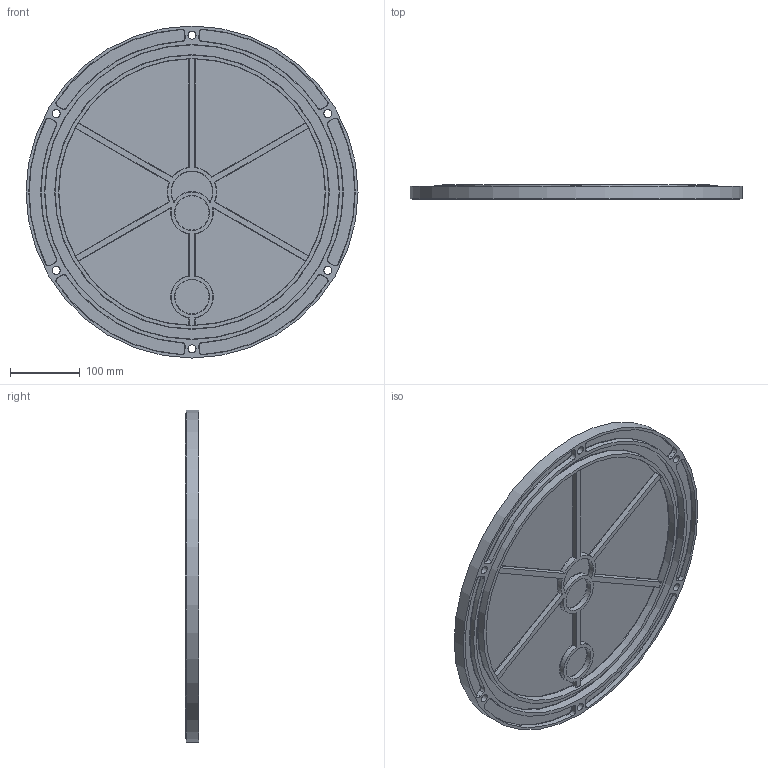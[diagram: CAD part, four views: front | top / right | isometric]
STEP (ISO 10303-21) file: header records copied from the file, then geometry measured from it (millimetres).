
FILE_DESCRIPTION (( 'STEP AP203' ), '1' );
FILE_NAME ('R8-003.STEP', '2017-08-29T09:05:11', ( 'rodrigue' ), ( 'Hewlett-Packard Company' ), 'SwSTEP 2.0', 'SolidWorks 2017', '' );
FILE_SCHEMA (( 'CONFIG_CONTROL_DESIGN' ));
Length unit declared in the file: millimetre
Products named in the file (1): R8-003
Bounding box: 475 x 20 x 475 mm (x, y, z)
Volume: 1684085.3 mm3; surface area: 472948.5 mm2
Topology: 1 solids, 1 shells, 299 faces, 737 edges, 412 vertices
Faces by surface type: cylinder 125, plane 70, torus 62, sphere 30, bspline 12
Full cylindrical faces by diameter (mm): 11.5 x6, 50 x2, 382 x2, 392 x1, 422 x1, 475 x1
Entity records: 9393 total; most frequent: CARTESIAN_POINT 2430, DIRECTION 1582, ORIENTED_EDGE 1352, EDGE_CURVE 676, AXIS2_PLACEMENT_3D 666, VERTEX_POINT 410, CIRCLE 378, EDGE_LOOP 342
